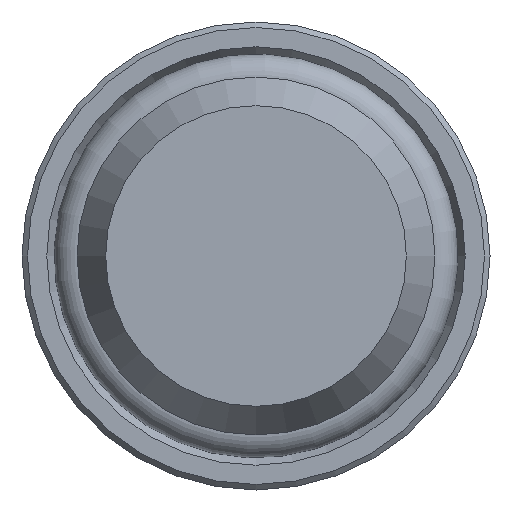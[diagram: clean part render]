
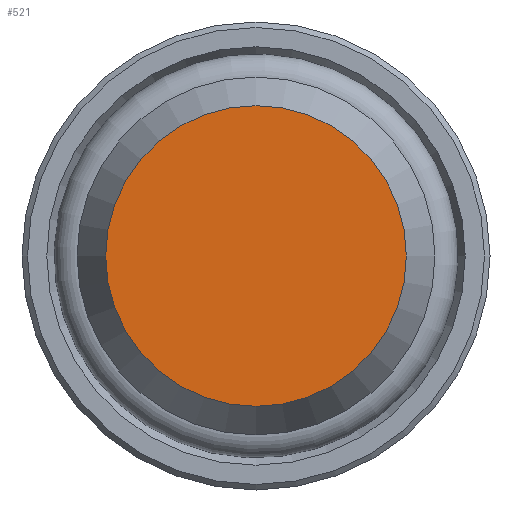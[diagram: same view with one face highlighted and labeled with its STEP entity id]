
A CAD part, front view. The second image highlights one B-rep face of the part: STEP entity #521.
In plain terms, the highlighted planar face has unit normal (0, -1, 0).
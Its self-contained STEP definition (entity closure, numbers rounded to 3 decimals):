
#118=FACE_OUTER_BOUND('',#154,.T.);
#154=EDGE_LOOP('',(#357));
#205=CIRCLE('',#579,5.461);
#234=VERTEX_POINT('',#807);
#286=EDGE_CURVE('',#234,#234,#205,.T.);
#357=ORIENTED_EDGE('',*,*,#286,.F.);
#499=PLANE('',#578);
#521=ADVANCED_FACE('',(#118),#499,.F.);
#578=AXIS2_PLACEMENT_3D('',#806,#645,#646);
#579=AXIS2_PLACEMENT_3D('',#808,#647,#648);
#645=DIRECTION('center_axis',(0.,1.,0.));
#646=DIRECTION('ref_axis',(0.,0.,1.));
#647=DIRECTION('center_axis',(0.,1.,0.));
#648=DIRECTION('ref_axis',(0.,0.,1.));
#806=CARTESIAN_POINT('Origin',(5.461,0.,0.));
#807=CARTESIAN_POINT('',(0.,0.,5.461));
#808=CARTESIAN_POINT('Origin',(0.,0.,0.));
